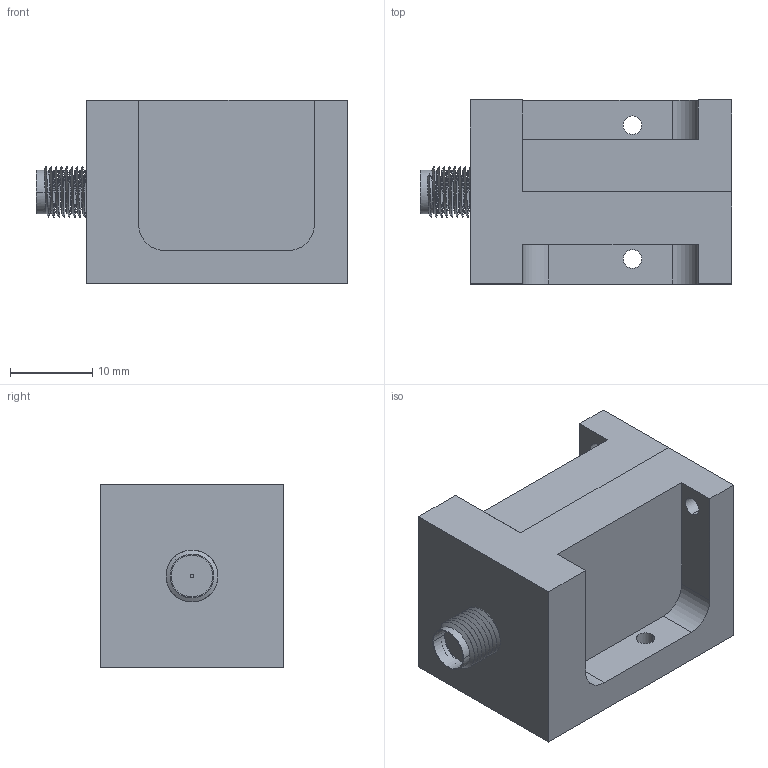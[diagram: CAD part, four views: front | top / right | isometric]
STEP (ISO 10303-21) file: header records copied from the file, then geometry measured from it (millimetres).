
FILE_DESCRIPTION (( 'STEP AP203' ), '1' );
FILE_NAME ('SFB-42-N1.STEP', '2018-08-28T22:35:36', ( '' ), ( '' ), 'SwSTEP 2.0', 'SolidWorks 2016', '' );
FILE_SCHEMA (( 'CONFIG_CONTROL_DESIGN' ));
Length unit declared in the file: inch
Products named in the file (1): SFB-42-N1
Bounding box: 37.85 x 22.35 x 22.35 mm (x, y, z)
Surface area: 5029 mm2 (no closed solid volume)
Topology: 0 solids, 10 shells, 218 faces, 564 edges, 364 vertices
Faces by surface type: cylinder 78, plane 78, cone 61, bspline 1
Entity records: 7541 total; most frequent: CARTESIAN_POINT 2383, DIRECTION 1069, ORIENTED_EDGE 953, EDGE_CURVE 564, AXIS2_PLACEMENT_3D 401, VERTEX_POINT 364, VECTOR 267, LINE 267
